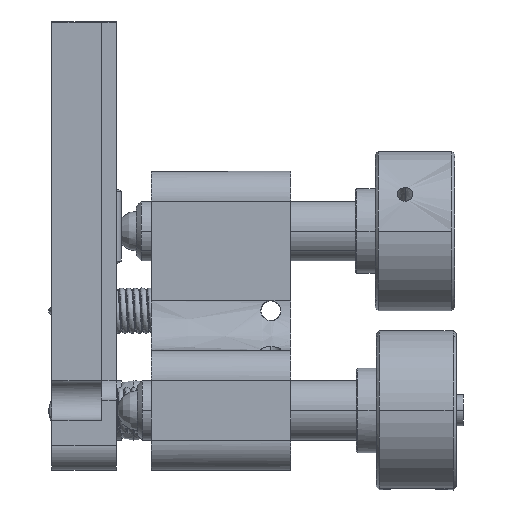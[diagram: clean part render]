
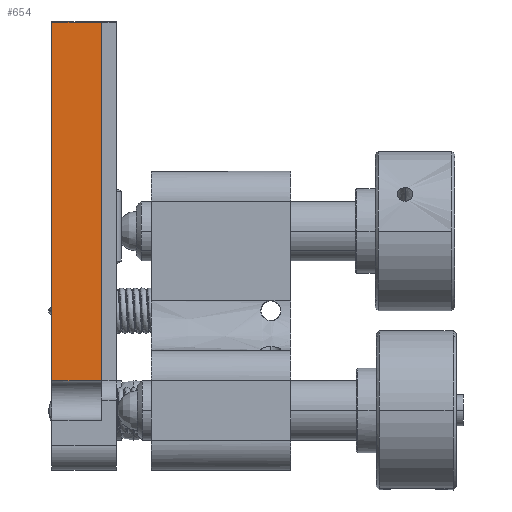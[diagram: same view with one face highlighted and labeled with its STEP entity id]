
A CAD part, front view. The second image highlights one B-rep face of the part: STEP entity #654.
In plain terms, the highlighted free-form (B-spline) face has degree [1, 1] with [2, 2] control points.
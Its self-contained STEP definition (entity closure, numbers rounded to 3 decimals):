
#654=ADVANCED_FACE('',(#1398),#26624,.T.);
#1398=FACE_OUTER_BOUND('',#2145,.T.);
#2145=EDGE_LOOP('',(#3030,#3031,#3032,#3033));
#3030=ORIENTED_EDGE('',*,*,#22173,.T.);
#3031=ORIENTED_EDGE('',*,*,#22128,.F.);
#3032=ORIENTED_EDGE('',*,*,#22141,.F.);
#3033=ORIENTED_EDGE('',*,*,#22174,.T.);
#6986=PCURVE('',#26620,#11000);
#7001=PCURVE('',#26621,#11015);
#7044=PCURVE('',#26624,#11058);
#7045=PCURVE('',#26624,#11059);
#7046=PCURVE('',#26624,#11060);
#7047=PCURVE('',#26624,#11061);
#7054=PCURVE('',#26626,#11068);
#7063=PCURVE('',#27075,#11077);
#11000=DEFINITIONAL_REPRESENTATION('',(#15025),#105794);
#11015=DEFINITIONAL_REPRESENTATION('',(#15044),#105794);
#11058=DEFINITIONAL_REPRESENTATION('',(#15086),#105794);
#11059=DEFINITIONAL_REPRESENTATION('',(#15087),#105794);
#11060=DEFINITIONAL_REPRESENTATION('',(#15088),#105794);
#11061=DEFINITIONAL_REPRESENTATION('',(#15090),#105794);
#11068=DEFINITIONAL_REPRESENTATION('',(#15101),#105794);
#11077=DEFINITIONAL_REPRESENTATION('',(#15109),#105794);
#15024=B_SPLINE_CURVE_WITH_KNOTS('',1,(#28526,#28527),.UNSPECIFIED.,.F.,
 .F.,(2,2),(0.,5.),.UNSPECIFIED.);
#15025=B_SPLINE_CURVE_WITH_KNOTS('',1,(#28528,#28529),.UNSPECIFIED.,.F.,
 .F.,(2,2),(0.,5.),.UNSPECIFIED.);
#15043=B_SPLINE_CURVE_WITH_KNOTS('',1,(#28595,#28596),.UNSPECIFIED.,.F.,
 .F.,(2,2),(0.,36.),.UNSPECIFIED.);
#15044=B_SPLINE_CURVE_WITH_KNOTS('',1,(#28597,#28598),.UNSPECIFIED.,.F.,
 .F.,(2,2),(0.,36.),.UNSPECIFIED.);
#15085=B_SPLINE_CURVE_WITH_KNOTS('',1,(#28805,#28806),.UNSPECIFIED.,.F.,
 .F.,(2,2),(0.,36.),.UNSPECIFIED.);
#15086=B_SPLINE_CURVE_WITH_KNOTS('',1,(#28807,#28808),.UNSPECIFIED.,.F.,
 .F.,(2,2),(0.,36.),.UNSPECIFIED.);
#15087=B_SPLINE_CURVE_WITH_KNOTS('',1,(#28809,#28810),.UNSPECIFIED.,.F.,
 .F.,(2,2),(0.,5.),.UNSPECIFIED.);
#15088=B_SPLINE_CURVE_WITH_KNOTS('',1,(#28811,#28812),.UNSPECIFIED.,.F.,
 .F.,(2,2),(0.,36.),.UNSPECIFIED.);
#15089=B_SPLINE_CURVE_WITH_KNOTS('',1,(#28813,#28814),.UNSPECIFIED.,.F.,
 .F.,(2,2),(0.,5.),.UNSPECIFIED.);
#15090=B_SPLINE_CURVE_WITH_KNOTS('',1,(#28815,#28816),.UNSPECIFIED.,.F.,
 .F.,(2,2),(0.,5.),.UNSPECIFIED.);
#15101=B_SPLINE_CURVE_WITH_KNOTS('',1,(#28837,#28838),.UNSPECIFIED.,.F.,
 .F.,(2,2),(0.,36.),.UNSPECIFIED.);
#15109=B_SPLINE_CURVE_WITH_KNOTS('',1,(#28866,#28867),.UNSPECIFIED.,.F.,
 .F.,(2,2),(0.,5.),.UNSPECIFIED.);
#20041=SURFACE_CURVE('',#15024,(#6986,#7045),.PCURVE_S1.);
#20054=SURFACE_CURVE('',#15043,(#7001,#7046),.PCURVE_S1.);
#20086=SURFACE_CURVE('',#15085,(#7044,#7054),.PCURVE_S1.);
#20087=SURFACE_CURVE('',#15089,(#7047,#7063),.PCURVE_S1.);
#22128=EDGE_CURVE('',#25279,#25280,#20041,.T.);
#22141=EDGE_CURVE('',#25291,#25279,#20054,.T.);
#22173=EDGE_CURVE('',#25318,#25280,#20086,.T.);
#22174=EDGE_CURVE('',#25291,#25318,#20087,.T.);
#25279=VERTEX_POINT('',#28282);
#25280=VERTEX_POINT('',#28283);
#25291=VERTEX_POINT('',#28294);
#25318=VERTEX_POINT('',#28321);
#26620=B_SPLINE_SURFACE_WITH_KNOTS('',1,1,((#27727,#27728),(#27729,#27730)),
 .UNSPECIFIED.,.F.,.F.,.F.,(2,2),(2,2),(0.,8.04),(0.,
11.64),.UNSPECIFIED.);
#26621=B_SPLINE_SURFACE_WITH_KNOTS('',1,1,((#27731,#27732),(#27733,#27734)),
 .UNSPECIFIED.,.F.,.F.,.F.,(2,2),(2,2),(-59.04,0.),(0.,
54.24),.UNSPECIFIED.);
#26624=B_SPLINE_SURFACE_WITH_KNOTS('',1,1,((#27797,#27798),(#27799,#27800)),
 .UNSPECIFIED.,.F.,.F.,.F.,(2,2),(2,2),(-43.44,0.),(0.,
6.24),.UNSPECIFIED.);
#26626=B_SPLINE_SURFACE_WITH_KNOTS('',1,1,((#27805,#27806),(#27807,#27808)),
 .UNSPECIFIED.,.F.,.F.,.F.,(2,2),(2,2),(-26.64,0.),(0.,
48.24),.UNSPECIFIED.);
#27075=(
BOUNDED_SURFACE()
B_SPLINE_SURFACE(1,2,((#27809,#27810,#27811,#27812,#27813,#27814,#27815,
#27816,#27817),(#27818,#27819,#27820,#27821,#27822,#27823,#27824,#27825,
#27826)),.UNSPECIFIED.,.F.,.F.,.F.)
B_SPLINE_SURFACE_WITH_KNOTS((2,2),(3,2,2,2,3),(0.,6.24),(0.,1.571,
3.142,4.712,6.283),.UNSPECIFIED.)
GEOMETRIC_REPRESENTATION_ITEM()
RATIONAL_B_SPLINE_SURFACE(((1.,0.707,1.,0.707,1.,
0.707,1.,0.707,1.),(1.,0.707,1.,0.707,
1.,0.707,1.,0.707,1.)))
REPRESENTATION_ITEM('')
SURFACE()
);
#27727=CARTESIAN_POINT('',(38.985,45.,-0.77));
#27728=CARTESIAN_POINT('',(50.625,45.,-0.77));
#27729=CARTESIAN_POINT('',(38.985,45.,7.27));
#27730=CARTESIAN_POINT('',(50.625,45.,7.27));
#27731=CARTESIAN_POINT('',(76.075,-4.62,0.));
#27732=CARTESIAN_POINT('',(76.075,49.62,0.));
#27733=CARTESIAN_POINT('',(17.035,-4.62,0.));
#27734=CARTESIAN_POINT('',(17.035,49.62,0.));
#27797=CARTESIAN_POINT('',(42.055,48.72,-0.62));
#27798=CARTESIAN_POINT('',(42.055,48.72,5.62));
#27799=CARTESIAN_POINT('',(42.055,5.28,-0.62));
#27800=CARTESIAN_POINT('',(42.055,5.28,5.62));
#27805=CARTESIAN_POINT('',(46.375,0.88,5.));
#27806=CARTESIAN_POINT('',(46.375,49.12,5.));
#27807=CARTESIAN_POINT('',(19.735,0.88,5.));
#27808=CARTESIAN_POINT('',(19.735,49.12,5.));
#27809=CARTESIAN_POINT('',(40.055,7.,-0.62));
#27810=CARTESIAN_POINT('',(40.055,5.,-0.62));
#27811=CARTESIAN_POINT('',(42.055,5.,-0.62));
#27812=CARTESIAN_POINT('',(44.055,5.,-0.62));
#27813=CARTESIAN_POINT('',(44.055,7.,-0.62));
#27814=CARTESIAN_POINT('',(44.055,9.,-0.62));
#27815=CARTESIAN_POINT('',(42.055,9.,-0.62));
#27816=CARTESIAN_POINT('',(40.055,9.,-0.62));
#27817=CARTESIAN_POINT('',(40.055,7.,-0.62));
#27818=CARTESIAN_POINT('',(40.055,7.,5.62));
#27819=CARTESIAN_POINT('',(40.055,5.,5.62));
#27820=CARTESIAN_POINT('',(42.055,5.,5.62));
#27821=CARTESIAN_POINT('',(44.055,5.,5.62));
#27822=CARTESIAN_POINT('',(44.055,7.,5.62));
#27823=CARTESIAN_POINT('',(44.055,9.,5.62));
#27824=CARTESIAN_POINT('',(42.055,9.,5.62));
#27825=CARTESIAN_POINT('',(40.055,9.,5.62));
#27826=CARTESIAN_POINT('',(40.055,7.,5.62));
#28282=CARTESIAN_POINT('',(42.055,45.,0.));
#28283=CARTESIAN_POINT('',(42.055,45.,5.));
#28294=CARTESIAN_POINT('',(42.055,9.,0.));
#28321=CARTESIAN_POINT('',(42.055,9.,5.));
#28526=CARTESIAN_POINT('',(42.055,45.,0.));
#28527=CARTESIAN_POINT('',(42.055,45.,5.));
#28528=CARTESIAN_POINT('',(0.77,3.07));
#28529=CARTESIAN_POINT('',(5.77,3.07));
#28595=CARTESIAN_POINT('',(42.055,9.,0.));
#28596=CARTESIAN_POINT('',(42.055,45.,0.));
#28597=CARTESIAN_POINT('',(-25.02,13.62));
#28598=CARTESIAN_POINT('',(-25.02,49.62));
#28805=CARTESIAN_POINT('',(42.055,9.,5.));
#28806=CARTESIAN_POINT('',(42.055,45.,5.));
#28807=CARTESIAN_POINT('',(-3.72,5.62));
#28808=CARTESIAN_POINT('',(-39.72,5.62));
#28809=CARTESIAN_POINT('',(-39.72,0.62));
#28810=CARTESIAN_POINT('',(-39.72,5.62));
#28811=CARTESIAN_POINT('',(-3.72,0.62));
#28812=CARTESIAN_POINT('',(-39.72,0.62));
#28813=CARTESIAN_POINT('',(42.055,9.,0.));
#28814=CARTESIAN_POINT('',(42.055,9.,5.));
#28815=CARTESIAN_POINT('',(-3.72,0.62));
#28816=CARTESIAN_POINT('',(-3.72,5.62));
#28837=CARTESIAN_POINT('',(-22.32,8.12));
#28838=CARTESIAN_POINT('',(-22.32,44.12));
#28866=CARTESIAN_POINT('',(0.62,4.712));
#28867=CARTESIAN_POINT('',(5.62,4.712));
#105794=(
GEOMETRIC_REPRESENTATION_CONTEXT(2)
PARAMETRIC_REPRESENTATION_CONTEXT()
REPRESENTATION_CONTEXT('pspace','')
);
